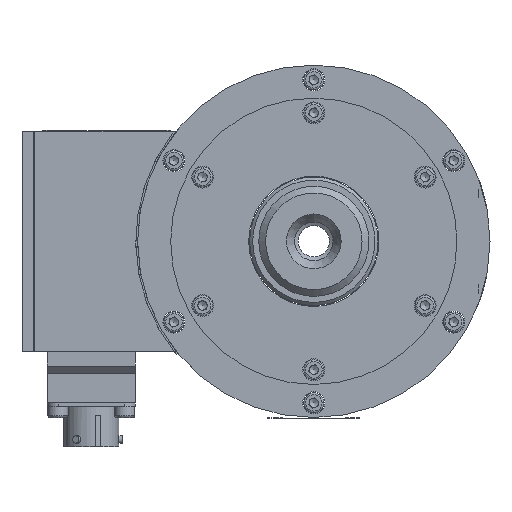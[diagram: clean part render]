
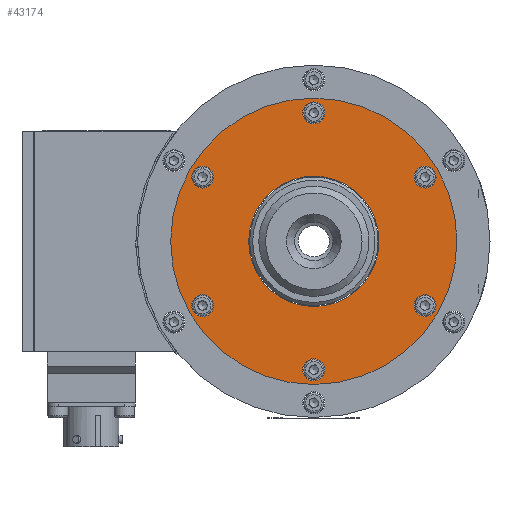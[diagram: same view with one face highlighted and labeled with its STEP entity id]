
A CAD part, left-side view. The second image highlights one B-rep face of the part: STEP entity #43174.
In plain terms, the highlighted planar face has unit normal (-1, 0, 0).
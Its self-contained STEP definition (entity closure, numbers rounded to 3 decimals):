
#114 = DIRECTION ( 'NONE',  ( -1., 0., 0. ) ) ;
#218 = CARTESIAN_POINT ( 'NONE',  ( -20.232, 35.835, 27.346 ) ) ;
#557 = ORIENTED_EDGE ( 'NONE', *, *, #43908, .F. ) ;
#668 = DIRECTION ( 'NONE',  ( 0., -1., 0. ) ) ;
#1697 = CIRCLE ( 'NONE', #41244, 3. ) ;
#1893 = DIRECTION ( 'NONE',  ( 0., -1., 0. ) ) ;
#2757 = DIRECTION ( 'NONE',  ( 0., -1., 0. ) ) ;
#2796 = DIRECTION ( 'NONE',  ( -1., 0., 0. ) ) ;
#3008 = CIRCLE ( 'NONE', #38931, 3. ) ;
#4264 = DIRECTION ( 'NONE',  ( 0., 1., 0. ) ) ;
#7772 = CIRCLE ( 'NONE', #11230, 3. ) ;
#7774 = CARTESIAN_POINT ( 'NONE',  ( -20.232, 99.457, 62.346 ) ) ;
#8583 = AXIS2_PLACEMENT_3D ( 'NONE', #50306, #26076, #1893 ) ;
#8584 = CARTESIAN_POINT ( 'NONE',  ( -20.232, 99.457, 27.346 ) ) ;
#9184 = CARTESIAN_POINT ( 'NONE',  ( -20.232, 96.457, 27.346 ) ) ;
#9357 = FACE_BOUND ( 'NONE', #36102, .T. ) ;
#10332 = CARTESIAN_POINT ( 'NONE',  ( -20.232, 38.835, 62.346 ) ) ;
#10549 = EDGE_CURVE ( 'NONE', #22752, #22752, #52167, .T. ) ;
#11230 = AXIS2_PLACEMENT_3D ( 'NONE', #24278, #114, #28341 ) ;
#11387 = VERTEX_POINT ( 'NONE', #43989 ) ;
#11408 = DIRECTION ( 'NONE',  ( -1., 0., 0. ) ) ;
#11926 = FACE_BOUND ( 'NONE', #34247, .T. ) ;
#12003 = ORIENTED_EDGE ( 'NONE', *, *, #28840, .F. ) ;
#12126 = ORIENTED_EDGE ( 'NONE', *, *, #16280, .F. ) ;
#12538 = VERTEX_POINT ( 'NONE', #10332 ) ;
#13242 = DIRECTION ( 'NONE',  ( 0., 1., 0. ) ) ;
#15174 = VERTEX_POINT ( 'NONE', #39748 ) ;
#15223 = AXIS2_PLACEMENT_3D ( 'NONE', #9184, #37462, #13242 ) ;
#16280 = EDGE_CURVE ( 'NONE', #15174, #15174, #33989, .T. ) ;
#17967 = EDGE_CURVE ( 'NONE', #11387, #11387, #51694, .T. ) ;
#18828 = FACE_BOUND ( 'NONE', #51698, .T. ) ;
#19038 = ORIENTED_EDGE ( 'NONE', *, *, #47986, .F. ) ;
#19484 = EDGE_CURVE ( 'NONE', #30286, #30286, #1697, .T. ) ;
#19859 = CARTESIAN_POINT ( 'NONE',  ( -20.232, 66.146, 79.846 ) ) ;
#20093 = FACE_BOUND ( 'NONE', #36973, .T. ) ;
#20769 = PLANE ( 'NONE',  #26351 ) ;
#20828 = AXIS2_PLACEMENT_3D ( 'NONE', #19859, #48170, #23917 ) ;
#22752 = VERTEX_POINT ( 'NONE', #31234 ) ;
#23917 = DIRECTION ( 'NONE',  ( 0., 1., 0. ) ) ;
#23927 = EDGE_CURVE ( 'NONE', #45469, #45469, #44460, .T. ) ;
#24278 = CARTESIAN_POINT ( 'NONE',  ( -20.232, 35.835, 62.346 ) ) ;
#24759 = EDGE_LOOP ( 'NONE', ( #46522 ) ) ;
#24818 = DIRECTION ( 'NONE',  ( 1., 0., 0. ) ) ;
#26076 = DIRECTION ( 'NONE',  ( 1., 0., 0. ) ) ;
#26351 = AXIS2_PLACEMENT_3D ( 'NONE', #36865, #24818, #668 ) ;
#26914 = DIRECTION ( 'NONE',  ( 1., 0., 0. ) ) ;
#26953 = CARTESIAN_POINT ( 'NONE',  ( -20.232, 66.146, 9.846 ) ) ;
#27063 = VERTEX_POINT ( 'NONE', #30264 ) ;
#28341 = DIRECTION ( 'NONE',  ( 0., 1., 0. ) ) ;
#28440 = DIRECTION ( 'NONE',  ( -1., 0., 0. ) ) ;
#28840 = EDGE_CURVE ( 'NONE', #48640, #48640, #45196, .T. ) ;
#28867 = AXIS2_PLACEMENT_3D ( 'NONE', #26953, #2796, #31004 ) ;
#29569 = FACE_OUTER_BOUND ( 'NONE', #37279, .T. ) ;
#30264 = CARTESIAN_POINT ( 'NONE',  ( -20.232, 38.835, 27.346 ) ) ;
#30286 = VERTEX_POINT ( 'NONE', #7774 ) ;
#30828 = FACE_BOUND ( 'NONE', #35074, .T. ) ;
#31004 = DIRECTION ( 'NONE',  ( 0., 1., 0. ) ) ;
#31234 = CARTESIAN_POINT ( 'NONE',  ( -20.232, 69.146, 9.846 ) ) ;
#33989 = CIRCLE ( 'NONE', #20828, 3. ) ;
#34247 = EDGE_LOOP ( 'NONE', ( #46150 ) ) ;
#35074 = EDGE_LOOP ( 'NONE', ( #35455 ) ) ;
#35455 = ORIENTED_EDGE ( 'NONE', *, *, #19484, .F. ) ;
#35583 = CARTESIAN_POINT ( 'NONE',  ( -20.232, 96.457, 62.346 ) ) ;
#36102 = EDGE_LOOP ( 'NONE', ( #19038 ) ) ;
#36865 = CARTESIAN_POINT ( 'NONE',  ( -20.232, 66.146, 27.096 ) ) ;
#36973 = EDGE_LOOP ( 'NONE', ( #12126 ) ) ;
#37279 = EDGE_LOOP ( 'NONE', ( #12003 ) ) ;
#37462 = DIRECTION ( 'NONE',  ( -1., 0., 0. ) ) ;
#38931 = AXIS2_PLACEMENT_3D ( 'NONE', #218, #28440, #4264 ) ;
#39657 = DIRECTION ( 'NONE',  ( 0., 1., 0. ) ) ;
#39748 = CARTESIAN_POINT ( 'NONE',  ( -20.232, 69.146, 79.846 ) ) ;
#40184 = EDGE_LOOP ( 'NONE', ( #557 ) ) ;
#40354 = FACE_BOUND ( 'NONE', #24759, .T. ) ;
#41244 = AXIS2_PLACEMENT_3D ( 'NONE', #35583, #11408, #39657 ) ;
#41289 = CARTESIAN_POINT ( 'NONE',  ( -20.232, 27.146, 44.846 ) ) ;
#43174 = ADVANCED_FACE ( 'NONE', ( #11926, #30828, #20093, #9357, #51107, #40354, #29569, #18828 ), #20769, .F. ) ;
#43778 = ORIENTED_EDGE ( 'NONE', *, *, #17967, .T. ) ;
#43908 = EDGE_CURVE ( 'NONE', #27063, #27063, #3008, .T. ) ;
#43989 = CARTESIAN_POINT ( 'NONE',  ( -20.232, 48.396, 44.846 ) ) ;
#44460 = CIRCLE ( 'NONE', #15223, 3. ) ;
#45196 = CIRCLE ( 'NONE', #8583, 39. ) ;
#45469 = VERTEX_POINT ( 'NONE', #8584 ) ;
#46150 = ORIENTED_EDGE ( 'NONE', *, *, #23927, .F. ) ;
#46522 = ORIENTED_EDGE ( 'NONE', *, *, #10549, .F. ) ;
#47986 = EDGE_CURVE ( 'NONE', #12538, #12538, #7772, .T. ) ;
#48170 = DIRECTION ( 'NONE',  ( -1., 0., 0. ) ) ;
#48640 = VERTEX_POINT ( 'NONE', #41289 ) ;
#50306 = CARTESIAN_POINT ( 'NONE',  ( -20.232, 66.146, 44.846 ) ) ;
#51107 = FACE_BOUND ( 'NONE', #40184, .T. ) ;
#51147 = CARTESIAN_POINT ( 'NONE',  ( -20.232, 66.146, 44.846 ) ) ;
#51378 = AXIS2_PLACEMENT_3D ( 'NONE', #51147, #26914, #2757 ) ;
#51694 = CIRCLE ( 'NONE', #51378, 17.75 ) ;
#51698 = EDGE_LOOP ( 'NONE', ( #43778 ) ) ;
#52167 = CIRCLE ( 'NONE', #28867, 3. ) ;
